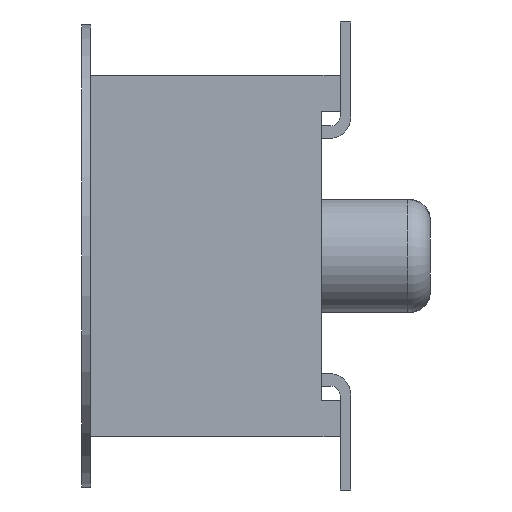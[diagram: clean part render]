
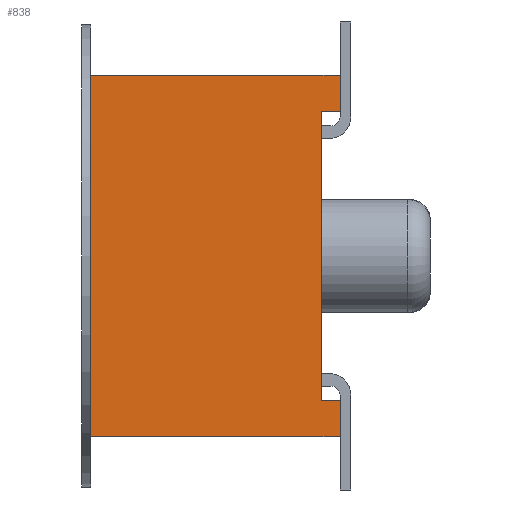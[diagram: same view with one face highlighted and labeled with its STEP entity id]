
A CAD part, left-side view. The second image highlights one B-rep face of the part: STEP entity #838.
In plain terms, the highlighted planar face has unit normal (-1, 0, 0).
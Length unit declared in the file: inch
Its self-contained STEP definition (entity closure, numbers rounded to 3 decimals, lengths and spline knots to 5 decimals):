
#838 = ADVANCED_FACE( '', ( #1940 ), #1941, .F. );
#1940 = FACE_OUTER_BOUND( '', #3280, .T. );
#1941 = PLANE( '', #3281 );
#3280 = EDGE_LOOP( '', ( #5811, #5812, #5813, #5814, #5815, #5816, #5817, #5818 ) );
#3281 = AXIS2_PLACEMENT_3D( '', #5819, #5820, #5821 );
#5811 = ORIENTED_EDGE( '', *, *, #8987, .T. );
#5812 = ORIENTED_EDGE( '', *, *, #8988, .T. );
#5813 = ORIENTED_EDGE( '', *, *, #8989, .F. );
#5814 = ORIENTED_EDGE( '', *, *, #8908, .F. );
#5815 = ORIENTED_EDGE( '', *, *, #8387, .T. );
#5816 = ORIENTED_EDGE( '', *, *, #8990, .T. );
#5817 = ORIENTED_EDGE( '', *, *, #8345, .T. );
#5818 = ORIENTED_EDGE( '', *, *, #8991, .T. );
#5819 = CARTESIAN_POINT( '', ( -0.35, 0.138, -0.1 ) );
#5820 = DIRECTION( '', ( 1., 0., 0. ) );
#5821 = DIRECTION( '', ( 0., 0., -1. ) );
#8345 = EDGE_CURVE( '', #10198, #10199, #10200, .T. );
#8387 = EDGE_CURVE( '', #10270, #10268, #10271, .T. );
#8908 = EDGE_CURVE( '', #10270, #11093, #11094, .T. );
#8987 = EDGE_CURVE( '', #11191, #11192, #11193, .T. );
#8988 = EDGE_CURVE( '', #11192, #11194, #11195, .T. );
#8989 = EDGE_CURVE( '', #11093, #11194, #11196, .T. );
#8990 = EDGE_CURVE( '', #10268, #10198, #11197, .T. );
#8991 = EDGE_CURVE( '', #10199, #11191, #11198, .T. );
#10198 = VERTEX_POINT( '', #12803 );
#10199 = VERTEX_POINT( '', #12804 );
#10200 = LINE( '', #12805, #12806 );
#10268 = VERTEX_POINT( '', #12904 );
#10270 = VERTEX_POINT( '', #12907 );
#10271 = LINE( '', #12908, #12909 );
#11093 = VERTEX_POINT( '', #14137 );
#11094 = LINE( '', #14138, #14139 );
#11191 = VERTEX_POINT( '', #14287 );
#11192 = VERTEX_POINT( '', #14288 );
#11193 = LINE( '', #14289, #14290 );
#11194 = VERTEX_POINT( '', #14291 );
#11195 = LINE( '', #14292, #14293 );
#11196 = LINE( '', #14294, #14295 );
#11197 = LINE( '', #14296, #14297 );
#11198 = LINE( '', #14298, #14299 );
#12803 = CARTESIAN_POINT( '', ( -0.35, 0., -0.08 ) );
#12804 = CARTESIAN_POINT( '', ( -0.35, 0.01, -0.08 ) );
#12805 = CARTESIAN_POINT( '', ( -0.35, 0., -0.08 ) );
#12806 = VECTOR( '', #15553, 39.37008 );
#12904 = CARTESIAN_POINT( '', ( -0.35, 0., -0.1 ) );
#12907 = CARTESIAN_POINT( '', ( -0.35, 0.138, -0.1 ) );
#12908 = CARTESIAN_POINT( '', ( -0.35, 0.138, -0.1 ) );
#12909 = VECTOR( '', #15591, 39.37008 );
#14137 = CARTESIAN_POINT( '', ( -0.35, 0.138, 0.1 ) );
#14138 = CARTESIAN_POINT( '', ( -0.35, 0.138, -0.1 ) );
#14139 = VECTOR( '', #16073, 39.37008 );
#14287 = CARTESIAN_POINT( '', ( -0.35, 0.01, 0.08 ) );
#14288 = CARTESIAN_POINT( '', ( -0.35, 0., 0.08 ) );
#14289 = CARTESIAN_POINT( '', ( -0.35, 0.01, 0.08 ) );
#14290 = VECTOR( '', #16128, 39.37008 );
#14291 = CARTESIAN_POINT( '', ( -0.35, 0., 0.1 ) );
#14292 = CARTESIAN_POINT( '', ( -0.35, 0., -0.1 ) );
#14293 = VECTOR( '', #16129, 39.37008 );
#14294 = CARTESIAN_POINT( '', ( -0.35, 0.138, 0.1 ) );
#14295 = VECTOR( '', #16130, 39.37008 );
#14296 = CARTESIAN_POINT( '', ( -0.35, 0., -0.1 ) );
#14297 = VECTOR( '', #16131, 39.37008 );
#14298 = CARTESIAN_POINT( '', ( -0.35, 0.01, -0.08 ) );
#14299 = VECTOR( '', #16132, 39.37008 );
#15553 = DIRECTION( '', ( 0., 1., 0. ) );
#15591 = DIRECTION( '', ( 0., -1., 0. ) );
#16073 = DIRECTION( '', ( 0., 0., 1. ) );
#16128 = DIRECTION( '', ( 0., -1., 0. ) );
#16129 = DIRECTION( '', ( 0., 0., 1. ) );
#16130 = DIRECTION( '', ( 0., -1., 0. ) );
#16131 = DIRECTION( '', ( 0., 0., 1. ) );
#16132 = DIRECTION( '', ( 0., 0., 1. ) );
